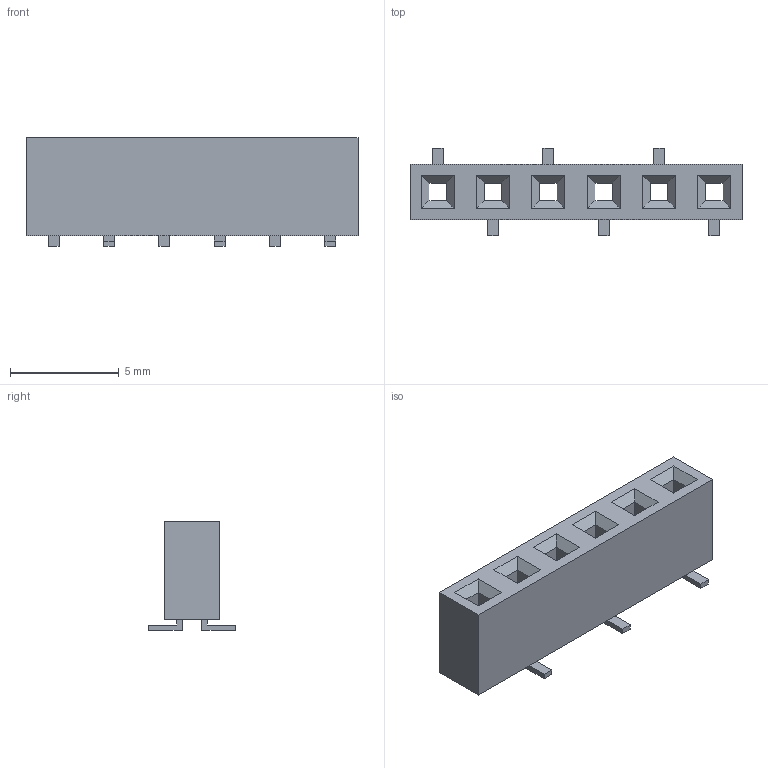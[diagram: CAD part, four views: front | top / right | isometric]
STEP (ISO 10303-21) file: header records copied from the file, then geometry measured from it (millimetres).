
FILE_DESCRIPTION((''),'2;1');
FILE_NAME('3498-06-1-XX_ASM','2014-09-01T',('uwe.kadritzke'),(''),'PRO/ENGINEER BY PARAMETRIC TECHNOLOGY CORPORATION, 2005110','PRO/ENGINEER BY PARAMETRIC TECHNOLOGY CORPORATION, 2005110','');
FILE_SCHEMA(('CONFIG_CONTROL_DESIGN'));
Length unit declared in the file: millimetre
Products named in the file (8): PRT0008; PRT0009; PRT0010; PRT0011; PRT0012; PRT0013; PRT0014; 3498-06-1-XX_ASM
Assembly tree (7 placements, depth 2):
  3498-06-1-XX_ASM
    PRT0008
    PRT0009
    PRT0010
    PRT0011
    PRT0012
    PRT0013
    PRT0014
Bounding box: 15.24 x 4 x 5 mm (x, y, z)
Volume: 156.5 mm3; surface area: 332 mm2
Topology: 7 solids, 7 shells, 102 faces, 240 edges, 152 vertices
Faces by surface type: plane 102
Entity records: 3064 total; most frequent: CARTESIAN_POINT 509, ORIENTED_EDGE 480, DIRECTION 474, VECTOR 240, LINE 240, EDGE_CURVE 240, VERTEX_POINT 152, AXIS2_PLACEMENT_3D 117
